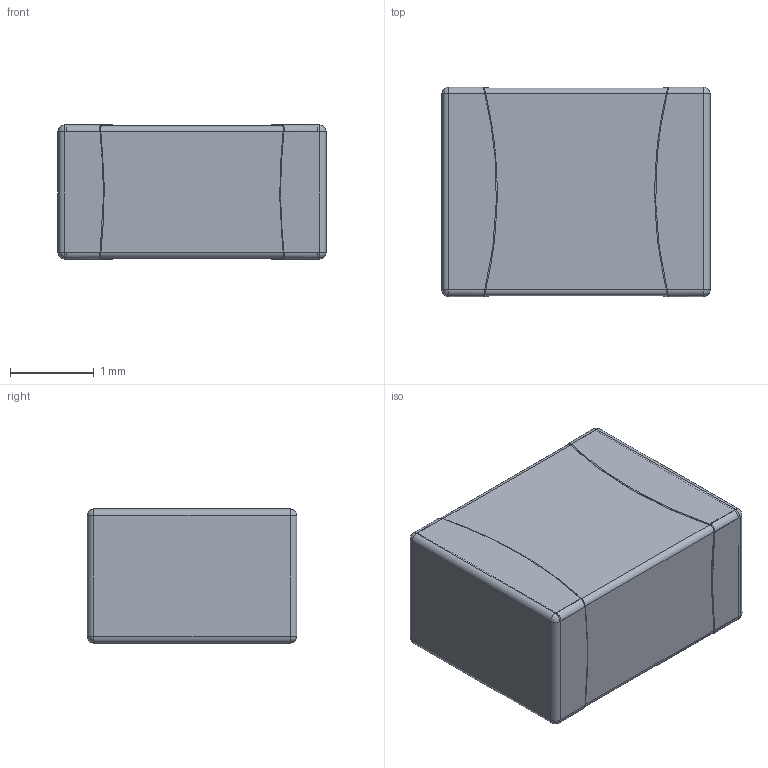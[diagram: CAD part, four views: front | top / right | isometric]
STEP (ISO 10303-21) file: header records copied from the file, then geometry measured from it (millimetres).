
FILE_DESCRIPTION (( 'STEP AP214' ), '1' );
FILE_NAME ('User Library-Ceramic_Capacitor_1210_h63mil.STEP', '2026-01-04T15:57:54', ( '' ), ( '' ), 'SwSTEP 2.0', 'SolidWorks 2022', '' );
FILE_SCHEMA (( 'AUTOMOTIVE_DESIGN' ));
Length unit declared in the file: millimetre
Products named in the file (4): User Library-Ceramic_Capacitor_1210_h63mil; CeramicBody; Pin1; Pin2
Assembly tree (3 placements, depth 2):
  User Library-Ceramic_Capacitor_1210_h63mil
    Pin1
    Pin2
    CeramicBody
Bounding box: 3.2 x 2.5 x 1.6 mm (x, y, z)
Volume: 12.6 mm3; surface area: 64.2 mm2
Topology: 3 solids, 3 shells, 80 faces, 184 edges, 104 vertices
Faces by surface type: cylinder 28, plane 26, bspline 26
Entity records: 4354 total; most frequent: CARTESIAN_POINT 1728, ORIENTED_EDGE 352, DIRECTION 304, EDGE_CURVE 176, AXIS2_PLACEMENT_3D 116, VERTEX_POINT 104, UNCERTAINTY_MEASURE_WITH_UNIT 90, STYLED_ITEM 86
